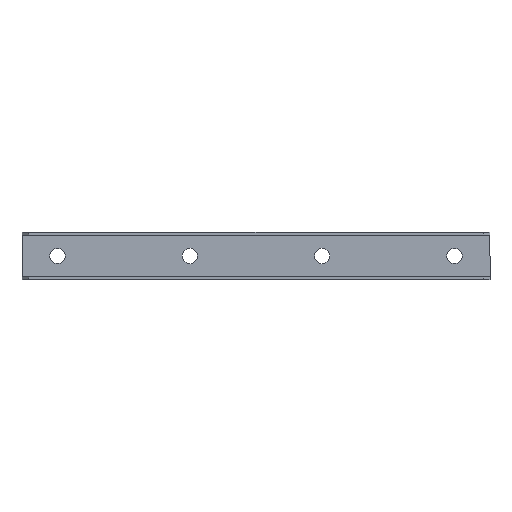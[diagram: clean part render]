
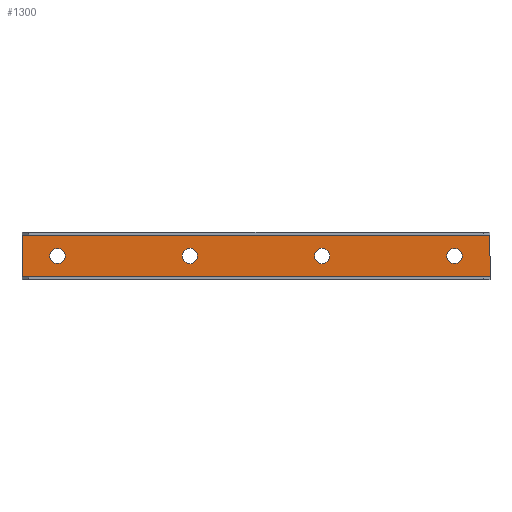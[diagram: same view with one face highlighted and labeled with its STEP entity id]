
A CAD part, left-side view. The second image highlights one B-rep face of the part: STEP entity #1300.
In plain terms, the highlighted planar face has unit normal (-1, 0, 0).
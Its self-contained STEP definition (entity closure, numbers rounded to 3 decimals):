
#40 = VERTEX_POINT ( 'NONE', #1252 ) ;
#78 = ORIENTED_EDGE ( 'NONE', *, *, #1484, .F. ) ;
#100 = AXIS2_PLACEMENT_3D ( 'NONE', #886, #2221, #2907 ) ;
#102 = VECTOR ( 'NONE', #468, 1000. ) ;
#103 = AXIS2_PLACEMENT_3D ( 'NONE', #993, #2489, #1396 ) ;
#120 = DIRECTION ( 'NONE',  ( 0., 0., 1. ) ) ;
#124 = DIRECTION ( 'NONE',  ( -1., 0., 0. ) ) ;
#141 = CARTESIAN_POINT ( 'NONE',  ( 13.5, 0., 15. ) ) ;
#142 = AXIS2_PLACEMENT_3D ( 'NONE', #1078, #2894, #1780 ) ;
#159 = CARTESIAN_POINT ( 'NONE',  ( 13.5, 190.5, 13. ) ) ;
#187 = CIRCLE ( 'NONE', #142, 5.5 ) ;
#188 = VERTEX_POINT ( 'NONE', #639 ) ;
#206 = FACE_BOUND ( 'NONE', #1198, .T. ) ;
#234 = CARTESIAN_POINT ( 'NONE',  ( 13.5, 165., 5.5 ) ) ;
#291 = VERTEX_POINT ( 'NONE', #1397 ) ;
#294 = DIRECTION ( 'NONE',  ( 0., 0., 1. ) ) ;
#364 = VERTEX_POINT ( 'NONE', #1532 ) ;
#418 = ORIENTED_EDGE ( 'NONE', *, *, #1671, .F. ) ;
#468 = DIRECTION ( 'NONE',  ( 0., 0., -1. ) ) ;
#502 = CARTESIAN_POINT ( 'NONE',  ( 13.5, 0., -15. ) ) ;
#517 = ORIENTED_EDGE ( 'NONE', *, *, #999, .T. ) ;
#569 = ORIENTED_EDGE ( 'NONE', *, *, #1853, .F. ) ;
#607 = LINE ( 'NONE', #159, #742 ) ;
#616 = EDGE_CURVE ( 'NONE', #40, #835, #1371, .T. ) ;
#639 = CARTESIAN_POINT ( 'NONE',  ( 13.5, -25., -5.5 ) ) ;
#640 = AXIS2_PLACEMENT_3D ( 'NONE', #813, #1104, #1258 ) ;
#675 = PLANE ( 'NONE',  #2833 ) ;
#707 = ORIENTED_EDGE ( 'NONE', *, *, #2624, .F. ) ;
#722 = ORIENTED_EDGE ( 'NONE', *, *, #2680, .F. ) ;
#730 = EDGE_CURVE ( 'NONE', #835, #2099, #1620, .T. ) ;
#742 = VECTOR ( 'NONE', #2394, 1000. ) ;
#762 = VERTEX_POINT ( 'NONE', #234 ) ;
#790 = DIRECTION ( 'NONE',  ( -1., 0., 0. ) ) ;
#800 = CARTESIAN_POINT ( 'NONE',  ( 13.5, 165., 0. ) ) ;
#813 = CARTESIAN_POINT ( 'NONE',  ( 13.5, -120., 0. ) ) ;
#821 = LINE ( 'NONE', #2369, #1682 ) ;
#835 = VERTEX_POINT ( 'NONE', #2313 ) ;
#839 = LINE ( 'NONE', #2178, #1451 ) ;
#840 = CARTESIAN_POINT ( 'NONE',  ( 13.5, 0., 0. ) ) ;
#886 = CARTESIAN_POINT ( 'NONE',  ( 13.5, 165., 0. ) ) ;
#891 = ORIENTED_EDGE ( 'NONE', *, *, #616, .F. ) ;
#894 = FACE_BOUND ( 'NONE', #2477, .T. ) ;
#910 = CARTESIAN_POINT ( 'NONE',  ( 13.5, 190.5, -15. ) ) ;
#974 = CIRCLE ( 'NONE', #1638, 5.5 ) ;
#993 = CARTESIAN_POINT ( 'NONE',  ( 13.5, 70., 0. ) ) ;
#998 = EDGE_CURVE ( 'NONE', #40, #1344, #821, .T. ) ;
#999 = EDGE_CURVE ( 'NONE', #1344, #2771, #2819, .T. ) ;
#1054 = CARTESIAN_POINT ( 'NONE',  ( 13.5, -25., 0. ) ) ;
#1078 = CARTESIAN_POINT ( 'NONE',  ( 13.5, -25., 0. ) ) ;
#1104 = DIRECTION ( 'NONE',  ( -1., 0., 0. ) ) ;
#1117 = EDGE_LOOP ( 'NONE', ( #1677, #2351, #2619, #1136, #891, #1655, #517, #707 ) ) ;
#1119 = FACE_BOUND ( 'NONE', #2347, .T. ) ;
#1136 = ORIENTED_EDGE ( 'NONE', *, *, #730, .F. ) ;
#1197 = CARTESIAN_POINT ( 'NONE',  ( 13.5, 190.5, 0. ) ) ;
#1198 = EDGE_LOOP ( 'NONE', ( #418, #2072 ) ) ;
#1207 = AXIS2_PLACEMENT_3D ( 'NONE', #800, #124, #1695 ) ;
#1234 = CARTESIAN_POINT ( 'NONE',  ( 13.5, -120., 5.5 ) ) ;
#1252 = CARTESIAN_POINT ( 'NONE',  ( 13.5, -145.5, 14. ) ) ;
#1253 = DIRECTION ( 'NONE',  ( 0., 1., 0. ) ) ;
#1258 = DIRECTION ( 'NONE',  ( 0., 0., 1. ) ) ;
#1265 = DIRECTION ( 'NONE',  ( 0., 0., 1. ) ) ;
#1300 = ADVANCED_FACE ( 'NONE', ( #2854, #206, #1119, #894, #2430 ), #675, .T. ) ;
#1302 = VECTOR ( 'NONE', #1419, 1000. ) ;
#1344 = VERTEX_POINT ( 'NONE', #1608 ) ;
#1348 = AXIS2_PLACEMENT_3D ( 'NONE', #2583, #790, #120 ) ;
#1349 = ORIENTED_EDGE ( 'NONE', *, *, #2627, .F. ) ;
#1354 = DIRECTION ( 'NONE',  ( 0., 0., 1. ) ) ;
#1368 = DIRECTION ( 'NONE',  ( 0., 0., -1. ) ) ;
#1371 = LINE ( 'NONE', #2069, #102 ) ;
#1396 = DIRECTION ( 'NONE',  ( 0., 0., 1. ) ) ;
#1397 = CARTESIAN_POINT ( 'NONE',  ( 13.5, 70., 5.5 ) ) ;
#1419 = DIRECTION ( 'NONE',  ( 0., 1., 0. ) ) ;
#1451 = VECTOR ( 'NONE', #2161, 1000. ) ;
#1466 = VERTEX_POINT ( 'NONE', #910 ) ;
#1484 = EDGE_CURVE ( 'NONE', #364, #1867, #1492, .T. ) ;
#1492 = CIRCLE ( 'NONE', #1348, 5.5 ) ;
#1519 = VECTOR ( 'NONE', #2309, 1000. ) ;
#1532 = CARTESIAN_POINT ( 'NONE',  ( 13.5, -120., -5.5 ) ) ;
#1538 = VECTOR ( 'NONE', #1253, 1000. ) ;
#1546 = CARTESIAN_POINT ( 'NONE',  ( 13.5, 190.5, 14. ) ) ;
#1597 = CARTESIAN_POINT ( 'NONE',  ( 13.5, -145.5, -15. ) ) ;
#1598 = EDGE_LOOP ( 'NONE', ( #722, #1349 ) ) ;
#1608 = CARTESIAN_POINT ( 'NONE',  ( 13.5, -145.5, 15. ) ) ;
#1620 = LINE ( 'NONE', #2225, #2501 ) ;
#1638 = AXIS2_PLACEMENT_3D ( 'NONE', #1054, #2413, #1265 ) ;
#1641 = LINE ( 'NONE', #502, #1302 ) ;
#1655 = ORIENTED_EDGE ( 'NONE', *, *, #998, .T. ) ;
#1665 = EDGE_CURVE ( 'NONE', #1752, #1466, #839, .T. ) ;
#1671 = EDGE_CURVE ( 'NONE', #188, #2467, #974, .T. ) ;
#1677 = ORIENTED_EDGE ( 'NONE', *, *, #1704, .F. ) ;
#1682 = VECTOR ( 'NONE', #2410, 1000. ) ;
#1695 = DIRECTION ( 'NONE',  ( 0., 0., 1. ) ) ;
#1704 = EDGE_CURVE ( 'NONE', #1752, #2378, #607, .T. ) ;
#1752 = VERTEX_POINT ( 'NONE', #1866 ) ;
#1754 = CIRCLE ( 'NONE', #2356, 5.5 ) ;
#1780 = DIRECTION ( 'NONE',  ( 0., 0., 1. ) ) ;
#1793 = CARTESIAN_POINT ( 'NONE',  ( 13.5, -25., 5.5 ) ) ;
#1843 = LINE ( 'NONE', #1197, #1519 ) ;
#1853 = EDGE_CURVE ( 'NONE', #762, #2757, #2285, .T. ) ;
#1866 = CARTESIAN_POINT ( 'NONE',  ( 13.5, 190.5, -14. ) ) ;
#1867 = VERTEX_POINT ( 'NONE', #1234 ) ;
#1988 = CARTESIAN_POINT ( 'NONE',  ( 13.5, 70., -5.5 ) ) ;
#2030 = CIRCLE ( 'NONE', #100, 5.5 ) ;
#2049 = ORIENTED_EDGE ( 'NONE', *, *, #2064, .F. ) ;
#2064 = EDGE_CURVE ( 'NONE', #1867, #364, #2324, .T. ) ;
#2065 = CARTESIAN_POINT ( 'NONE',  ( 13.5, 70., 0. ) ) ;
#2069 = CARTESIAN_POINT ( 'NONE',  ( 13.5, -145.5, -15. ) ) ;
#2072 = ORIENTED_EDGE ( 'NONE', *, *, #2559, .F. ) ;
#2099 = VERTEX_POINT ( 'NONE', #1597 ) ;
#2161 = DIRECTION ( 'NONE',  ( 0., 0., -1. ) ) ;
#2178 = CARTESIAN_POINT ( 'NONE',  ( 13.5, 190.5, -14. ) ) ;
#2197 = EDGE_CURVE ( 'NONE', #2099, #1466, #1641, .T. ) ;
#2221 = DIRECTION ( 'NONE',  ( -1., 0., 0. ) ) ;
#2225 = CARTESIAN_POINT ( 'NONE',  ( 13.5, -145.5, 0. ) ) ;
#2285 = CIRCLE ( 'NONE', #1207, 5.5 ) ;
#2309 = DIRECTION ( 'NONE',  ( 0., 0., 1. ) ) ;
#2313 = CARTESIAN_POINT ( 'NONE',  ( 13.5, -145.5, -14. ) ) ;
#2322 = CARTESIAN_POINT ( 'NONE',  ( 13.5, 165., -5.5 ) ) ;
#2324 = CIRCLE ( 'NONE', #640, 5.5 ) ;
#2347 = EDGE_LOOP ( 'NONE', ( #78, #2049 ) ) ;
#2351 = ORIENTED_EDGE ( 'NONE', *, *, #1665, .T. ) ;
#2356 = AXIS2_PLACEMENT_3D ( 'NONE', #2065, #2748, #294 ) ;
#2369 = CARTESIAN_POINT ( 'NONE',  ( 13.5, -145.5, 14. ) ) ;
#2378 = VERTEX_POINT ( 'NONE', #1546 ) ;
#2394 = DIRECTION ( 'NONE',  ( 0., 0., 1. ) ) ;
#2410 = DIRECTION ( 'NONE',  ( 0., 0., 1. ) ) ;
#2413 = DIRECTION ( 'NONE',  ( -1., 0., 0. ) ) ;
#2430 = FACE_OUTER_BOUND ( 'NONE', #1117, .T. ) ;
#2447 = CIRCLE ( 'NONE', #103, 5.5 ) ;
#2448 = VERTEX_POINT ( 'NONE', #1988 ) ;
#2465 = EDGE_CURVE ( 'NONE', #2757, #762, #2030, .T. ) ;
#2467 = VERTEX_POINT ( 'NONE', #1793 ) ;
#2477 = EDGE_LOOP ( 'NONE', ( #2858, #569 ) ) ;
#2489 = DIRECTION ( 'NONE',  ( -1., 0., 0. ) ) ;
#2501 = VECTOR ( 'NONE', #1368, 1000. ) ;
#2559 = EDGE_CURVE ( 'NONE', #2467, #188, #187, .T. ) ;
#2583 = CARTESIAN_POINT ( 'NONE',  ( 13.5, -120., 0. ) ) ;
#2619 = ORIENTED_EDGE ( 'NONE', *, *, #2197, .F. ) ;
#2624 = EDGE_CURVE ( 'NONE', #2378, #2771, #1843, .T. ) ;
#2627 = EDGE_CURVE ( 'NONE', #291, #2448, #1754, .T. ) ;
#2637 = DIRECTION ( 'NONE',  ( -1., 0., 0. ) ) ;
#2680 = EDGE_CURVE ( 'NONE', #2448, #291, #2447, .T. ) ;
#2748 = DIRECTION ( 'NONE',  ( -1., 0., 0. ) ) ;
#2757 = VERTEX_POINT ( 'NONE', #2322 ) ;
#2771 = VERTEX_POINT ( 'NONE', #2776 ) ;
#2776 = CARTESIAN_POINT ( 'NONE',  ( 13.5, 190.5, 15. ) ) ;
#2819 = LINE ( 'NONE', #141, #1538 ) ;
#2833 = AXIS2_PLACEMENT_3D ( 'NONE', #840, #2637, #1354 ) ;
#2854 = FACE_BOUND ( 'NONE', #1598, .T. ) ;
#2858 = ORIENTED_EDGE ( 'NONE', *, *, #2465, .F. ) ;
#2894 = DIRECTION ( 'NONE',  ( -1., 0., 0. ) ) ;
#2907 = DIRECTION ( 'NONE',  ( 0., 0., 1. ) ) ;
